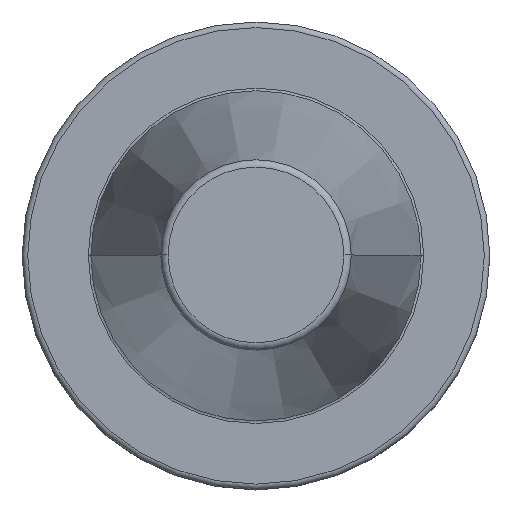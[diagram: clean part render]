
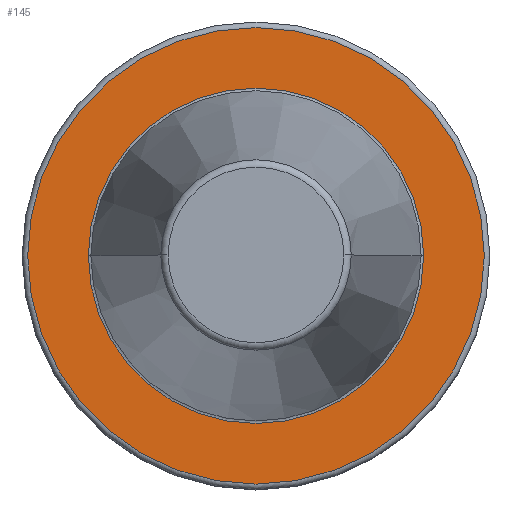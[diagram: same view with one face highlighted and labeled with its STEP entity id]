
A CAD part, top view. The second image highlights one B-rep face of the part: STEP entity #145.
In plain terms, the highlighted planar face has unit normal (0, 0, 1).
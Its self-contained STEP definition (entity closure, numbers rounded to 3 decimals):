
#145=ADVANCED_FACE('',(#170,#171),#160,.F.);
#160=PLANE('',#591);
#170=FACE_BOUND('',#199,.T.);
#171=FACE_BOUND('',#200,.T.);
#199=EDGE_LOOP('',(#300));
#200=EDGE_LOOP('',(#301,#302));
#300=ORIENTED_EDGE('',*,*,#432,.T.);
#301=ORIENTED_EDGE('',*,*,#388,.T.);
#302=ORIENTED_EDGE('',*,*,#390,.T.);
#347=VERTEX_POINT('',#818);
#350=VERTEX_POINT('',#823);
#377=VERTEX_POINT('',#911);
#388=EDGE_CURVE('',#347,#350,#453,.T.);
#390=EDGE_CURVE('',#350,#347,#455,.T.);
#432=EDGE_CURVE('',#377,#377,#483,.T.);
#453=CIRCLE('',#536,22.563);
#455=CIRCLE('',#539,22.563);
#483=CIRCLE('',#583,30.725);
#536=AXIS2_PLACEMENT_3D('',#824,#635,#636);
#539=AXIS2_PLACEMENT_3D('',#827,#641,#642);
#583=AXIS2_PLACEMENT_3D('',#912,#743,#744);
#591=AXIS2_PLACEMENT_3D('',#921,#759,#760);
#635=DIRECTION('',(0.,0.,-1.));
#636=DIRECTION('',(-1.,0.,0.));
#641=DIRECTION('',(0.,0.,-1.));
#642=DIRECTION('',(-1.,0.,0.));
#743=DIRECTION('',(0.,0.,1.));
#744=DIRECTION('',(-1.,0.,0.));
#759=DIRECTION('',(0.,0.,-1.));
#760=DIRECTION('',(1.,0.,0.));
#818=CARTESIAN_POINT('',(-22.563,0.,-2.));
#823=CARTESIAN_POINT('',(22.563,0.,-2.));
#824=CARTESIAN_POINT('',(0.,0.,-2.));
#827=CARTESIAN_POINT('',(0.,0.,-2.));
#911=CARTESIAN_POINT('',(-30.725,0.,-2.));
#912=CARTESIAN_POINT('',(0.,0.,-2.));
#921=CARTESIAN_POINT('',(0.,31.475,-2.));
